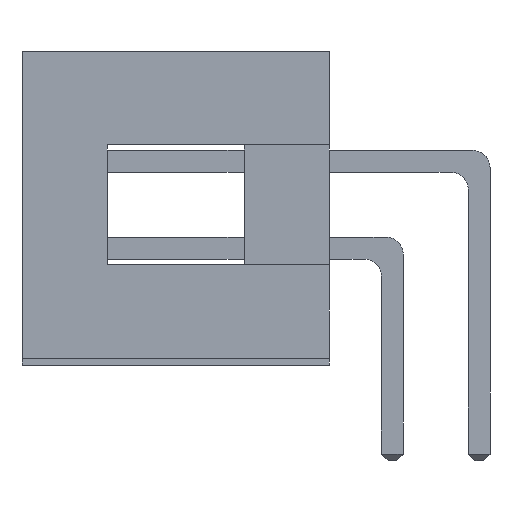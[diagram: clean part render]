
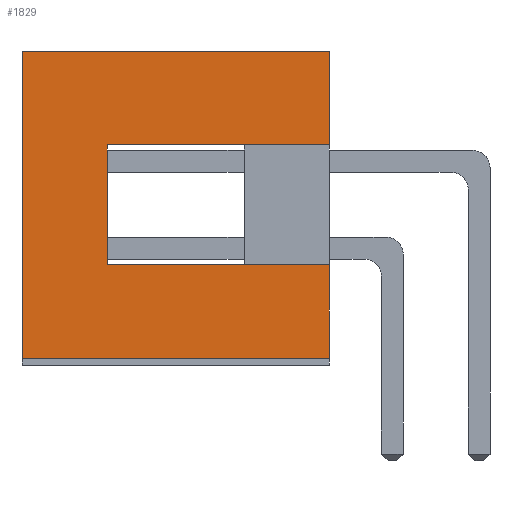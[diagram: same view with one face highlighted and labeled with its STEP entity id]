
A CAD part, front view. The second image highlights one B-rep face of the part: STEP entity #1829.
In plain terms, the highlighted planar face has unit normal (0, -1, 0).
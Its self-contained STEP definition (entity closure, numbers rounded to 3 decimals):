
#120 = VERTEX_POINT('',#121);
#121 = CARTESIAN_POINT('',(-12.225,-45.72,0.05));
#127 = EDGE_CURVE('',#120,#128,#130,.T.);
#128 = VERTEX_POINT('',#129);
#129 = CARTESIAN_POINT('',(-12.225,-45.72,9.05));
#130 = LINE('',#131,#132);
#131 = CARTESIAN_POINT('',(-12.225,-45.72,0.05));
#132 = VECTOR('',#133,1.);
#133 = DIRECTION('',(0.,0.,1.));
#284 = EDGE_CURVE('',#285,#128,#287,.T.);
#285 = VERTEX_POINT('',#286);
#286 = CARTESIAN_POINT('',(-3.225,-45.72,9.05));
#287 = LINE('',#288,#289);
#288 = CARTESIAN_POINT('',(-3.225,-45.72,9.05));
#289 = VECTOR('',#290,1.);
#290 = DIRECTION('',(-1.,0.,0.));
#436 = EDGE_CURVE('',#437,#285,#439,.T.);
#437 = VERTEX_POINT('',#438);
#438 = CARTESIAN_POINT('',(-3.225,-45.72,6.3));
#439 = LINE('',#440,#441);
#440 = CARTESIAN_POINT('',(-3.225,-45.72,0.05));
#441 = VECTOR('',#442,1.);
#442 = DIRECTION('',(0.,0.,1.));
#461 = VERTEX_POINT('',#462);
#462 = CARTESIAN_POINT('',(-3.225,-45.72,2.8));
#468 = EDGE_CURVE('',#469,#461,#471,.T.);
#469 = VERTEX_POINT('',#470);
#470 = CARTESIAN_POINT('',(-3.225,-45.72,0.05));
#471 = LINE('',#472,#473);
#472 = CARTESIAN_POINT('',(-3.225,-45.72,0.05));
#473 = VECTOR('',#474,1.);
#474 = DIRECTION('',(0.,0.,1.));
#1819 = EDGE_CURVE('',#469,#120,#1820,.T.);
#1820 = LINE('',#1821,#1822);
#1821 = CARTESIAN_POINT('',(-3.225,-45.72,0.05));
#1822 = VECTOR('',#1823,1.);
#1823 = DIRECTION('',(-1.,0.,0.));
#1829 = ADVANCED_FACE('',(#1830),#1859,.T.);
#1830 = FACE_BOUND('',#1831,.T.);
#1831 = EDGE_LOOP('',(#1832,#1833,#1834,#1835,#1843,#1851,#1857,#1858));
#1832 = ORIENTED_EDGE('',*,*,#127,.F.);
#1833 = ORIENTED_EDGE('',*,*,#1819,.F.);
#1834 = ORIENTED_EDGE('',*,*,#468,.T.);
#1835 = ORIENTED_EDGE('',*,*,#1836,.T.);
#1836 = EDGE_CURVE('',#461,#1837,#1839,.T.);
#1837 = VERTEX_POINT('',#1838);
#1838 = CARTESIAN_POINT('',(-9.725,-45.72,2.8));
#1839 = LINE('',#1840,#1841);
#1840 = CARTESIAN_POINT('',(-3.225,-45.72,2.8));
#1841 = VECTOR('',#1842,1.);
#1842 = DIRECTION('',(-1.,0.,0.));
#1843 = ORIENTED_EDGE('',*,*,#1844,.T.);
#1844 = EDGE_CURVE('',#1837,#1845,#1847,.T.);
#1845 = VERTEX_POINT('',#1846);
#1846 = CARTESIAN_POINT('',(-9.725,-45.72,6.3));
#1847 = LINE('',#1848,#1849);
#1848 = CARTESIAN_POINT('',(-9.725,-45.72,2.8));
#1849 = VECTOR('',#1850,1.);
#1850 = DIRECTION('',(0.,0.,1.));
#1851 = ORIENTED_EDGE('',*,*,#1852,.F.);
#1852 = EDGE_CURVE('',#437,#1845,#1853,.T.);
#1853 = LINE('',#1854,#1855);
#1854 = CARTESIAN_POINT('',(-3.225,-45.72,6.3));
#1855 = VECTOR('',#1856,1.);
#1856 = DIRECTION('',(-1.,0.,0.));
#1857 = ORIENTED_EDGE('',*,*,#436,.T.);
#1858 = ORIENTED_EDGE('',*,*,#284,.T.);
#1859 = PLANE('',#1860);
#1860 = AXIS2_PLACEMENT_3D('',#1861,#1862,#1863);
#1861 = CARTESIAN_POINT('',(-3.225,-45.72,0.05));
#1862 = DIRECTION('',(0.,-1.,0.));
#1863 = DIRECTION('',(-1.,0.,0.));
